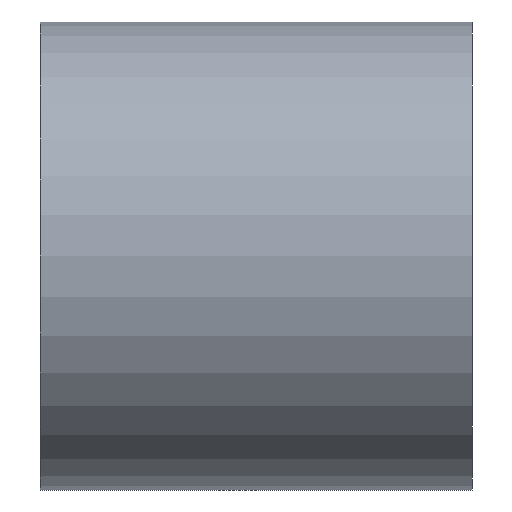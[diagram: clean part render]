
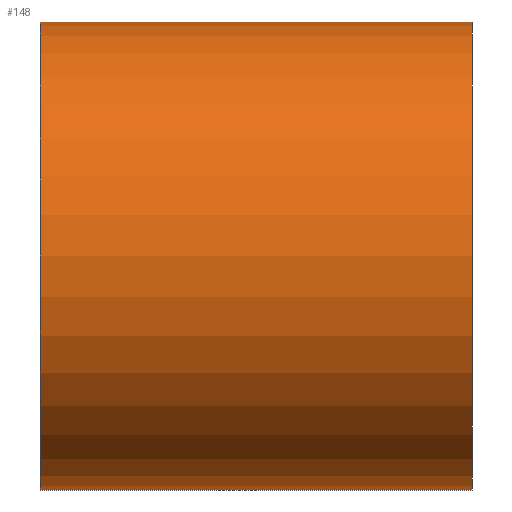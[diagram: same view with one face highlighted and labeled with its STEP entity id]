
A CAD part, front view. The second image highlights one B-rep face of the part: STEP entity #148.
In plain terms, the highlighted cylindrical face has radius 13 mm (diameter 26 mm), a partial arc.
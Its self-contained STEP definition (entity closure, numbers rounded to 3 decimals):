
#1 = DIRECTION ( 'NONE',  ( -1., 0., 0. ) ) ;
#50 = AXIS2_PLACEMENT_3D ( 'NONE', #76, #289, #56 ) ;
#56 = DIRECTION ( 'NONE',  ( 0., 0., 1. ) ) ;
#72 = LINE ( 'NONE', #120, #168 ) ;
#76 = CARTESIAN_POINT ( 'NONE',  ( -46.222, 0., 0. ) ) ;
#81 = EDGE_LOOP ( 'NONE', ( #298, #206, #211, #223 ) ) ;
#85 = VERTEX_POINT ( 'NONE', #215 ) ;
#98 = DIRECTION ( 'NONE',  ( 0., 0., 1. ) ) ;
#114 = LINE ( 'NONE', #131, #194 ) ;
#117 = EDGE_CURVE ( 'NONE', #85, #251, #242, .T. ) ;
#120 = CARTESIAN_POINT ( 'NONE',  ( -46.222, 0., 13. ) ) ;
#130 = DIRECTION ( 'NONE',  ( -1., 0., 0. ) ) ;
#131 = CARTESIAN_POINT ( 'NONE',  ( -46.222, 0., -13. ) ) ;
#147 = CARTESIAN_POINT ( 'NONE',  ( -6.017, 0., 0. ) ) ;
#148 = ADVANCED_FACE ( 'NONE', ( #310 ), #293, .T. ) ;
#153 = CARTESIAN_POINT ( 'NONE',  ( 17.983, 0., -13. ) ) ;
#163 = AXIS2_PLACEMENT_3D ( 'NONE', #147, #167, #266 ) ;
#167 = DIRECTION ( 'NONE',  ( -1., 0., 0. ) ) ;
#168 = VECTOR ( 'NONE', #270, 1000. ) ;
#174 = AXIS2_PLACEMENT_3D ( 'NONE', #198, #1, #98 ) ;
#175 = EDGE_CURVE ( 'NONE', #254, #251, #72, .T. ) ;
#177 = EDGE_CURVE ( 'NONE', #261, #254, #181, .T. ) ;
#181 = CIRCLE ( 'NONE', #174, 13. ) ;
#194 = VECTOR ( 'NONE', #130, 1000. ) ;
#198 = CARTESIAN_POINT ( 'NONE',  ( 17.983, 0., 0. ) ) ;
#206 = ORIENTED_EDGE ( 'NONE', *, *, #177, .T. ) ;
#211 = ORIENTED_EDGE ( 'NONE', *, *, #175, .T. ) ;
#215 = CARTESIAN_POINT ( 'NONE',  ( -6.017, 0., -13. ) ) ;
#223 = ORIENTED_EDGE ( 'NONE', *, *, #117, .F. ) ;
#224 = CARTESIAN_POINT ( 'NONE',  ( 17.983, 0., 13. ) ) ;
#242 = CIRCLE ( 'NONE', #163, 13. ) ;
#250 = CARTESIAN_POINT ( 'NONE',  ( -6.017, 0., 13. ) ) ;
#251 = VERTEX_POINT ( 'NONE', #250 ) ;
#254 = VERTEX_POINT ( 'NONE', #224 ) ;
#261 = VERTEX_POINT ( 'NONE', #153 ) ;
#266 = DIRECTION ( 'NONE',  ( 0., 0., 1. ) ) ;
#270 = DIRECTION ( 'NONE',  ( -1., 0., 0. ) ) ;
#283 = EDGE_CURVE ( 'NONE', #261, #85, #114, .T. ) ;
#289 = DIRECTION ( 'NONE',  ( -1., 0., 0. ) ) ;
#293 = CYLINDRICAL_SURFACE ( 'NONE', #50, 13. ) ;
#298 = ORIENTED_EDGE ( 'NONE', *, *, #283, .F. ) ;
#310 = FACE_OUTER_BOUND ( 'NONE', #81, .T. ) ;
